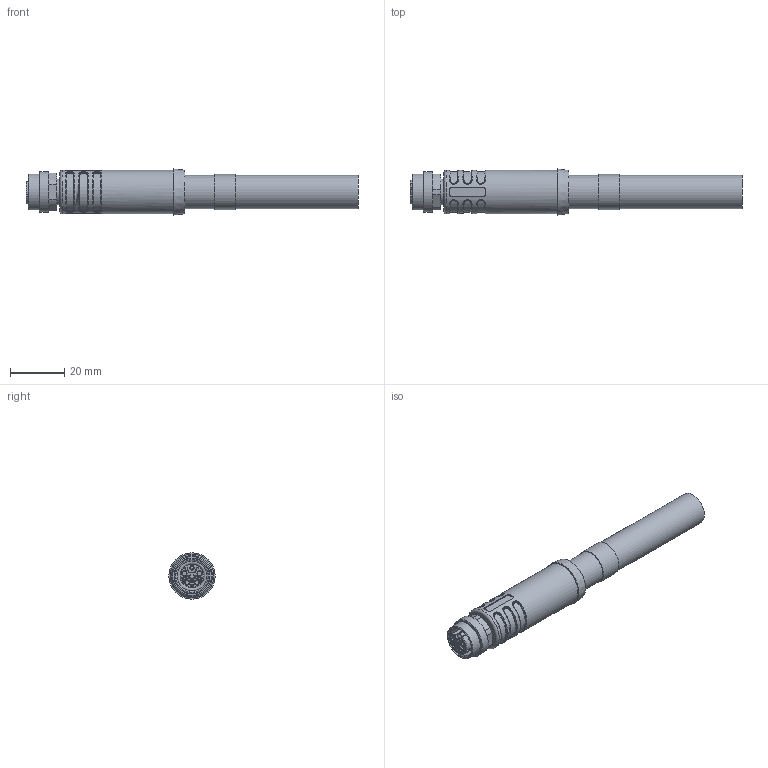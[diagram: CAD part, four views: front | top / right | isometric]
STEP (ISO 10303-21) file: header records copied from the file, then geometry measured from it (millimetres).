
FILE_DESCRIPTION(/* description */ (''),/* implementation_level */ '2;1');
FILE_NAME(/* name */ 'PL-AM12K5-m.stp',/* time_stamp */ '2022-02-17T13:17:27+01:00',/* author */ ('ESCHA GmbH & Co. KG'),/* organization */ ('ESCHA GmbH & Co. KG'),/* preprocessor_version */ 'ST-DEVELOPER v16',/* originating_system */ 'SIEMENS PLM Software NX 10.0',/* authorisation */ '');
FILE_SCHEMA (('AUTOMOTIVE_DESIGN { 1 0 10303 214 3 1 1 1 }'));
Length unit declared in the file: millimetre
Products named in the file (1): 5026991__Umspritzung_part_288136
Bounding box: 122.18 x 17 x 17 mm (x, y, z)
Volume: 18020.4 mm3; surface area: 6597 mm2
Topology: 1 solids, 1 shells, 302 faces, 731 edges, 446 vertices
Faces by surface type: plane 115, cylinder 75, torus 36, extrusion 25, bspline 24, cone 15, sphere 12
Full cylindrical faces by diameter (mm): 1.5 x1, 9.4 x1, 10.95 x1, 12.2 x2, 12.3 x1, 12.9 x1, 13.2 x1, 15 x1, 16 x1
Entity records: 10940 total; most frequent: CARTESIAN_POINT 4424, ORIENTED_EDGE 1372, DIRECTION 1254, EDGE_CURVE 686, AXIS2_PLACEMENT_3D 506, VERTEX_POINT 435, EDGE_LOOP 351, ADVANCED_FACE 302
